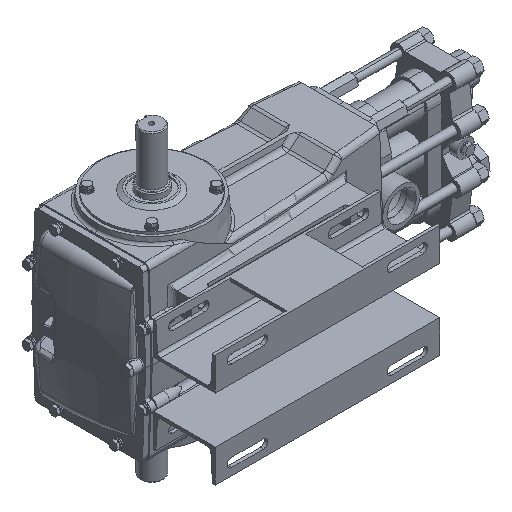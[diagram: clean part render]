
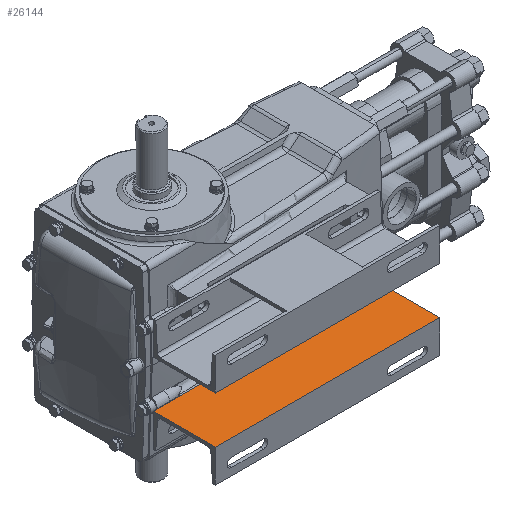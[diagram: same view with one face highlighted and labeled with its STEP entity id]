
A CAD part, isometric view. The second image highlights one B-rep face of the part: STEP entity #26144.
In plain terms, the highlighted planar face has unit normal (0, 0, 1).
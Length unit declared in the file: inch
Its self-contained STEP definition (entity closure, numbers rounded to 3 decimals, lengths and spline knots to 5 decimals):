
#12 = VECTOR ( 'NONE', #23087, 39.37008 ) ;
#2672 = DIRECTION ( 'NONE',  ( 0., 1., 0. ) ) ;
#3246 = CARTESIAN_POINT ( 'NONE',  ( -5.81008, -13.68254, -1.85331 ) ) ;
#3693 = FACE_OUTER_BOUND ( 'NONE', #46661, .T. ) ;
#6011 = VECTOR ( 'NONE', #28943, 39.37008 ) ;
#10053 = VERTEX_POINT ( 'NONE', #39514 ) ;
#12268 = CARTESIAN_POINT ( 'NONE',  ( -5.81008, -18.60254, -1.85331 ) ) ;
#13411 = LINE ( 'NONE', #58064, #12 ) ;
#13578 = DIRECTION ( 'NONE',  ( 1., 0., 0. ) ) ;
#22689 = VECTOR ( 'NONE', #13578, 39.37008 ) ;
#23087 = DIRECTION ( 'NONE',  ( 0., 1., 0. ) ) ;
#24316 = CARTESIAN_POINT ( 'NONE',  ( -5.81008, -18.60254, -1.85331 ) ) ;
#26144 = ADVANCED_FACE ( 'NONE', ( #3693 ), #34277, .F. ) ;
#27798 = VERTEX_POINT ( 'NONE', #65312 ) ;
#28943 = DIRECTION ( 'NONE',  ( 1., 0., 0. ) ) ;
#29421 = DIRECTION ( 'NONE',  ( -1., 0., 0. ) ) ;
#31625 = EDGE_CURVE ( 'NONE', #35682, #27798, #58089, .T. ) ;
#34277 = PLANE ( 'NONE',  #46978 ) ;
#34696 = CARTESIAN_POINT ( 'NONE',  ( 11.93992, -18.60254, -1.85331 ) ) ;
#35305 = EDGE_CURVE ( 'NONE', #53038, #10053, #13411, .T. ) ;
#35682 = VERTEX_POINT ( 'NONE', #12268 ) ;
#37981 = EDGE_CURVE ( 'NONE', #27798, #10053, #62865, .T. ) ;
#39049 = CARTESIAN_POINT ( 'NONE',  ( -5.81008, -18.60254, -1.85331 ) ) ;
#39514 = CARTESIAN_POINT ( 'NONE',  ( 11.93992, -13.68254, -1.85331 ) ) ;
#42696 = CARTESIAN_POINT ( 'NONE',  ( -5.81008, -18.60254, -1.85331 ) ) ;
#44731 = VECTOR ( 'NONE', #2672, 39.37008 ) ;
#46210 = ORIENTED_EDGE ( 'NONE', *, *, #37981, .F. ) ;
#46661 = EDGE_LOOP ( 'NONE', ( #52177, #46210, #60419, #58816 ) ) ;
#46978 = AXIS2_PLACEMENT_3D ( 'NONE', #24316, #59539, #29421 ) ;
#52177 = ORIENTED_EDGE ( 'NONE', *, *, #35305, .T. ) ;
#53038 = VERTEX_POINT ( 'NONE', #34696 ) ;
#58064 = CARTESIAN_POINT ( 'NONE',  ( 11.93992, -18.60254, -1.85331 ) ) ;
#58089 = LINE ( 'NONE', #42696, #44731 ) ;
#58816 = ORIENTED_EDGE ( 'NONE', *, *, #60265, .T. ) ;
#59524 = LINE ( 'NONE', #39049, #6011 ) ;
#59539 = DIRECTION ( 'NONE',  ( 0., 0., -1. ) ) ;
#60265 = EDGE_CURVE ( 'NONE', #35682, #53038, #59524, .T. ) ;
#60419 = ORIENTED_EDGE ( 'NONE', *, *, #31625, .F. ) ;
#62865 = LINE ( 'NONE', #3246, #22689 ) ;
#65312 = CARTESIAN_POINT ( 'NONE',  ( -5.81008, -13.68254, -1.85331 ) ) ;
